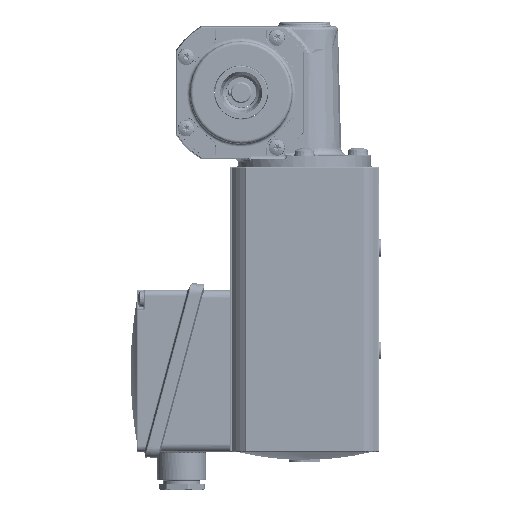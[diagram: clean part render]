
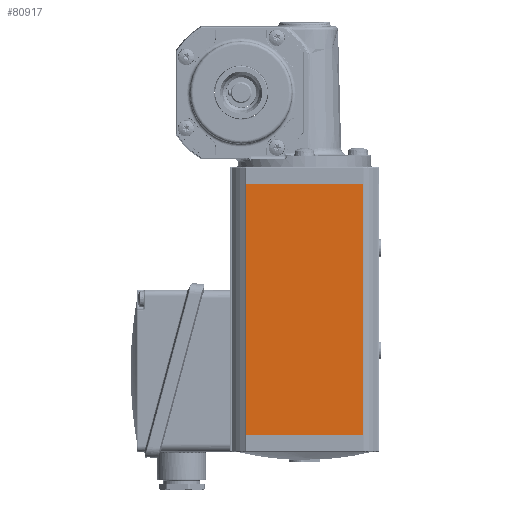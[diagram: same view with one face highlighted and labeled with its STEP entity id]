
A CAD part, left-side view. The second image highlights one B-rep face of the part: STEP entity #80917.
In plain terms, the highlighted planar face has unit normal (-1, 0, 0).
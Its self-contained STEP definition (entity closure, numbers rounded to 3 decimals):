
#1841 = EDGE_CURVE ( 'NONE', #180975, #207518, #68186, .T. ) ;
#4992 = CARTESIAN_POINT ( 'NONE',  ( -36.5, -28.5, -123.5 ) ) ;
#7850 = ORIENTED_EDGE ( 'NONE', *, *, #106189, .F. ) ;
#10348 = CARTESIAN_POINT ( 'NONE',  ( -36.5, 36.5, -124. ) ) ;
#11347 = CARTESIAN_POINT ( 'NONE',  ( -36.5, 28.5, -124. ) ) ;
#15856 = CARTESIAN_POINT ( 'NONE',  ( -36.5, 28.5, -123.5 ) ) ;
#21234 = ORIENTED_EDGE ( 'NONE', *, *, #133950, .T. ) ;
#28315 = DIRECTION ( 'NONE',  ( 0., -1., 0. ) ) ;
#33164 = DIRECTION ( 'NONE',  ( 0., 1., 0. ) ) ;
#33243 = ORIENTED_EDGE ( 'NONE', *, *, #129156, .T. ) ;
#35460 = CARTESIAN_POINT ( 'NONE',  ( -36.5, 36.5, -0.5 ) ) ;
#64037 = CARTESIAN_POINT ( 'NONE',  ( -36.5, 28.5, -0.5 ) ) ;
#67157 = VERTEX_POINT ( 'NONE', #4992 ) ;
#68186 = LINE ( 'NONE', #35460, #157372 ) ;
#76519 = LINE ( 'NONE', #11347, #213226 ) ;
#79853 = CARTESIAN_POINT ( 'NONE',  ( -36.5, -28.5, -124. ) ) ;
#80917 = ADVANCED_FACE ( 'NONE', ( #100018 ), #152164, .T. ) ;
#99312 = DIRECTION ( 'NONE',  ( 0., 0., 1. ) ) ;
#100018 = FACE_OUTER_BOUND ( 'NONE', #133778, .T. ) ;
#100413 = AXIS2_PLACEMENT_3D ( 'NONE', #10348, #134955, #28315 ) ;
#100883 = DIRECTION ( 'NONE',  ( 0., 0., 1. ) ) ;
#106189 = EDGE_CURVE ( 'NONE', #164765, #207518, #76519, .T. ) ;
#129156 = EDGE_CURVE ( 'NONE', #67157, #180975, #185981, .T. ) ;
#133778 = EDGE_LOOP ( 'NONE', ( #7850, #21234, #33243, #165830 ) ) ;
#133950 = EDGE_CURVE ( 'NONE', #164765, #67157, #164521, .T. ) ;
#134955 = DIRECTION ( 'NONE',  ( -1., 0., 0. ) ) ;
#152164 = PLANE ( 'NONE',  #100413 ) ;
#157372 = VECTOR ( 'NONE', #33164, 1000. ) ;
#164521 = LINE ( 'NONE', #180512, #206378 ) ;
#164765 = VERTEX_POINT ( 'NONE', #15856 ) ;
#165830 = ORIENTED_EDGE ( 'NONE', *, *, #1841, .T. ) ;
#180512 = CARTESIAN_POINT ( 'NONE',  ( -36.5, 36.5, -123.5 ) ) ;
#180975 = VERTEX_POINT ( 'NONE', #199364 ) ;
#185981 = LINE ( 'NONE', #79853, #227747 ) ;
#199364 = CARTESIAN_POINT ( 'NONE',  ( -36.5, -28.5, -0.5 ) ) ;
#206378 = VECTOR ( 'NONE', #216327, 1000. ) ;
#207518 = VERTEX_POINT ( 'NONE', #64037 ) ;
#213226 = VECTOR ( 'NONE', #100883, 1000. ) ;
#216327 = DIRECTION ( 'NONE',  ( 0., -1., 0. ) ) ;
#227747 = VECTOR ( 'NONE', #99312, 1000. ) ;
